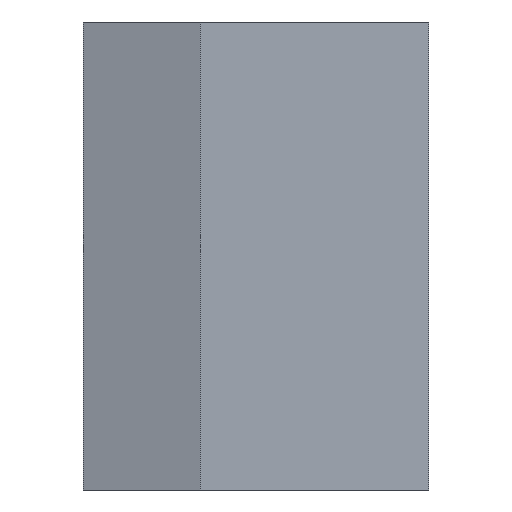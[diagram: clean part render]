
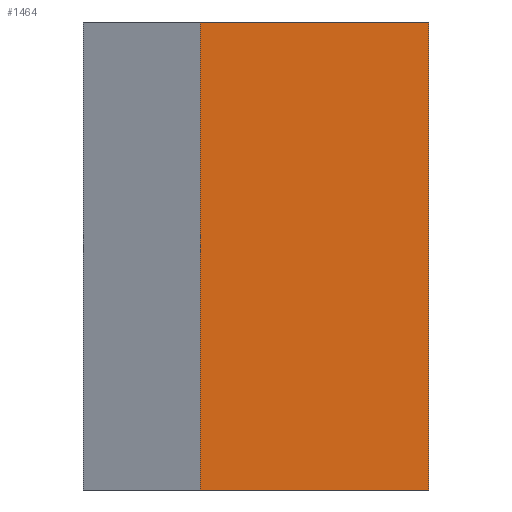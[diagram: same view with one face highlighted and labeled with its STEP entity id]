
A CAD part, left-side view. The second image highlights one B-rep face of the part: STEP entity #1464.
In plain terms, the highlighted planar face has unit normal (-1, 0, 0).
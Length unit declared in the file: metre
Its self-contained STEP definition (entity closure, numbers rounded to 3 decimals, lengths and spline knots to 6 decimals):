
#1=DIRECTION('',(0.,0.,-1.));
#2=VECTOR('',#1,0.0078);
#3=CARTESIAN_POINT('',(0.,0.,0.));
#4=LINE('',#3,#2);
#5=DIRECTION('',(0.,1.,0.));
#6=VECTOR('',#5,0.00381);
#7=CARTESIAN_POINT('',(0.,0.,-0.0078));
#8=LINE('',#7,#6);
#9=DIRECTION('',(0.,0.,1.));
#10=VECTOR('',#9,0.0078);
#11=CARTESIAN_POINT('',(0.,0.00381,-0.0078));
#12=LINE('',#11,#10);
#13=DIRECTION('',(0.,-1.,0.));
#14=VECTOR('',#13,0.00381);
#15=CARTESIAN_POINT('',(0.,0.00381,0.));
#16=LINE('',#15,#14);
#1097=CARTESIAN_POINT('',(0.,0.,0.));
#1098=CARTESIAN_POINT('',(0.,0.,-0.0078));
#1099=VERTEX_POINT('',#1097);
#1100=VERTEX_POINT('',#1098);
#1101=CARTESIAN_POINT('',(0.,0.00381,-0.0078));
#1102=VERTEX_POINT('',#1101);
#1103=CARTESIAN_POINT('',(0.,0.00381,0.));
#1104=VERTEX_POINT('',#1103);
#1449=CARTESIAN_POINT('',(0.,0.,0.));
#1450=DIRECTION('',(1.,0.,0.));
#1451=DIRECTION('',(0.,0.,-1.));
#1452=AXIS2_PLACEMENT_3D('',#1449,#1450,#1451);
#1453=PLANE('',#1452);
#1455=ORIENTED_EDGE('',*,*,#1454,.T.);
#1457=ORIENTED_EDGE('',*,*,#1456,.T.);
#1459=ORIENTED_EDGE('',*,*,#1458,.T.);
#1461=ORIENTED_EDGE('',*,*,#1460,.T.);
#1462=EDGE_LOOP('',(#1455,#1457,#1459,#1461));
#1463=FACE_OUTER_BOUND('',#1462,.F.);
#1464=ADVANCED_FACE('',(#1463),#1453,.F.);
#1454=EDGE_CURVE('',#1099,#1100,#4,.T.);
#1456=EDGE_CURVE('',#1100,#1102,#8,.T.);
#1458=EDGE_CURVE('',#1102,#1104,#12,.T.);
#1460=EDGE_CURVE('',#1104,#1099,#16,.T.);
